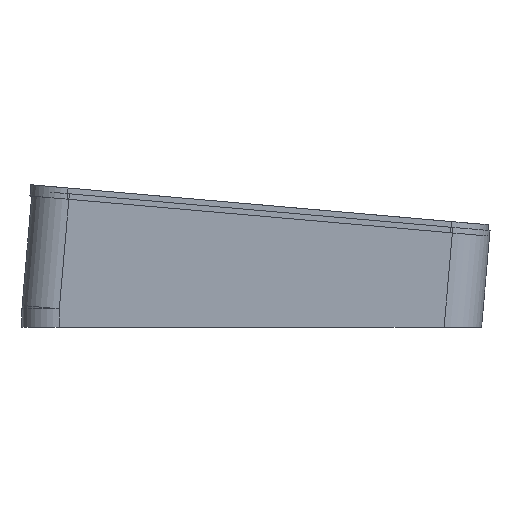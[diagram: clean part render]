
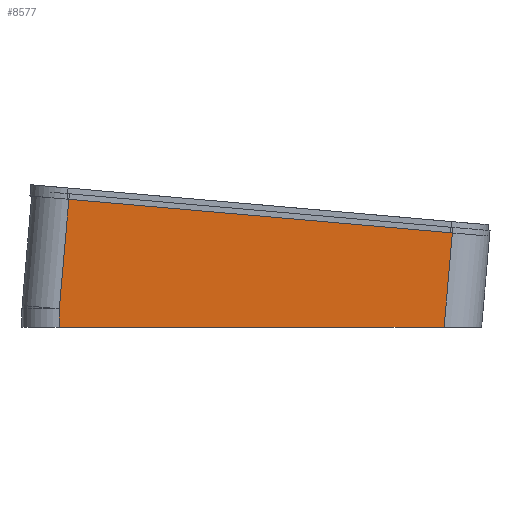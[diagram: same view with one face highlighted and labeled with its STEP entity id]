
A CAD part, left-side view. The second image highlights one B-rep face of the part: STEP entity #8577.
In plain terms, the highlighted planar face has unit normal (-1, 0, 0).
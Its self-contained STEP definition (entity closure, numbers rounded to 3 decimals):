
#398=PLANE('',#8907);
#841=FACE_OUTER_BOUND('',#1347,.T.);
#1347=EDGE_LOOP('',(#7776,#7777,#7778,#7779,#7780));
#2054=LINE('',#16715,#2756);
#2056=LINE('',#16725,#2758);
#2058=LINE('',#16729,#2760);
#2059=LINE('',#16731,#2761);
#2060=LINE('',#16732,#2762);
#2756=VECTOR('',#10183,10.);
#2758=VECTOR('',#10193,10.);
#2760=VECTOR('',#10197,10.);
#2761=VECTOR('',#10198,10.);
#2762=VECTOR('',#10199,10.);
#4065=VERTEX_POINT('',#16712);
#4066=VERTEX_POINT('',#16714);
#4070=VERTEX_POINT('',#16723);
#4071=VERTEX_POINT('',#16728);
#4072=VERTEX_POINT('',#16730);
#5311=EDGE_CURVE('',#4066,#4065,#2054,.T.);
#5316=EDGE_CURVE('',#4070,#4065,#2056,.T.);
#5318=EDGE_CURVE('',#4071,#4070,#2058,.T.);
#5319=EDGE_CURVE('',#4072,#4071,#2059,.T.);
#5320=EDGE_CURVE('',#4066,#4072,#2060,.T.);
#7776=ORIENTED_EDGE('',*,*,#5316,.F.);
#7777=ORIENTED_EDGE('',*,*,#5318,.F.);
#7778=ORIENTED_EDGE('',*,*,#5319,.F.);
#7779=ORIENTED_EDGE('',*,*,#5320,.F.);
#7780=ORIENTED_EDGE('',*,*,#5311,.T.);
#8577=ADVANCED_FACE('',(#841),#398,.T.);
#8907=AXIS2_PLACEMENT_3D('',#16727,#10195,#10196);
#10183=DIRECTION('',(0.,-1.,0.));
#10193=DIRECTION('',(0.,0.087,-0.996));
#10195=DIRECTION('center_axis',(-1.,0.,0.));
#10196=DIRECTION('ref_axis',(0.,-0.996,-0.087));
#10197=DIRECTION('',(0.,-0.996,-0.087));
#10198=DIRECTION('',(0.,-0.087,0.996));
#10199=DIRECTION('',(0.,0.,1.));
#16712=CARTESIAN_POINT('',(-9.5,-4.481,0.));
#16714=CARTESIAN_POINT('',(-9.5,47.1,0.));
#16715=CARTESIAN_POINT('',(-9.5,52.1,0.));
#16723=CARTESIAN_POINT('',(-9.5,-5.652,13.386));
#16725=CARTESIAN_POINT('',(-9.5,-4.519,0.436));
#16727=CARTESIAN_POINT('Origin',(-9.5,51.866,5.369));
#16728=CARTESIAN_POINT('',(-9.5,45.752,17.884));
#16729=CARTESIAN_POINT('',(-9.5,50.733,18.319));
#16730=CARTESIAN_POINT('',(-9.5,47.1,2.471));
#16731=CARTESIAN_POINT('',(-9.5,46.885,4.933));
#16732=CARTESIAN_POINT('',(-9.5,47.1,2.684));
